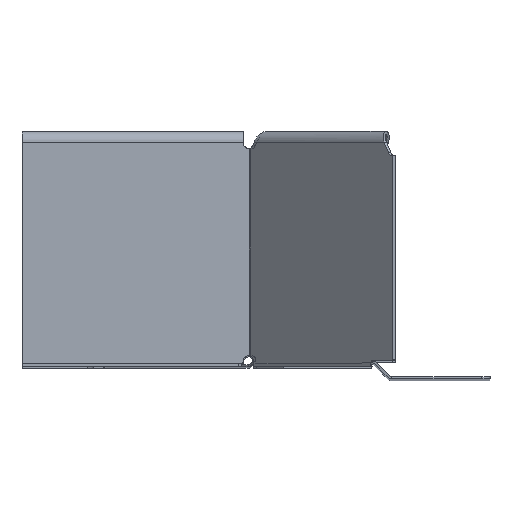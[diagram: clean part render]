
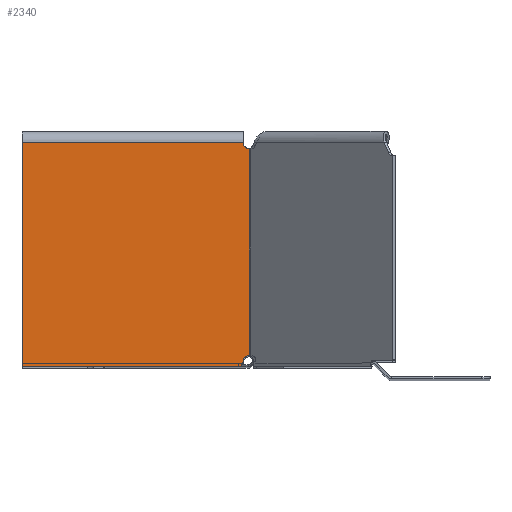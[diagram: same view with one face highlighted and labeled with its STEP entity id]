
A CAD part, top view. The second image highlights one B-rep face of the part: STEP entity #2340.
In plain terms, the highlighted face is planar.
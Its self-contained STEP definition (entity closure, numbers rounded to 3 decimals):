
#4 = DIRECTION ( 'NONE',  ( 1., 0., 0. ) ) ;
#92 = LINE ( 'NONE', #4939, #3505 ) ;
#171 = EDGE_CURVE ( 'NONE', #3492, #1272, #3659, .T. ) ;
#188 = CARTESIAN_POINT ( 'NONE',  ( -79.187, 0., -6.75 ) ) ;
#213 = CARTESIAN_POINT ( 'NONE',  ( -79.187, 76.031, -6.75 ) ) ;
#229 = CARTESIAN_POINT ( 'NONE',  ( -78.98, 76.031, -6.75 ) ) ;
#233 = CARTESIAN_POINT ( 'NONE',  ( -77.1, 1.75, -6.75 ) ) ;
#246 = VECTOR ( 'NONE', #5563, 1000. ) ;
#267 = CARTESIAN_POINT ( 'NONE',  ( -76.361, 0., -6.75 ) ) ;
#378 = AXIS2_PLACEMENT_3D ( 'NONE', #4920, #4029, #5364 ) ;
#437 = CARTESIAN_POINT ( 'NONE',  ( -77.1, 78.25, -6.75 ) ) ;
#654 = EDGE_LOOP ( 'NONE', ( #2315, #4961, #2326, #1417, #5031, #784, #2258, #2034, #5118, #2675 ) ) ;
#683 = CARTESIAN_POINT ( 'NONE',  ( -78.98, 3.969, -6.75 ) ) ;
#724 = VECTOR ( 'NONE', #1855, 1000. ) ;
#784 = ORIENTED_EDGE ( 'NONE', *, *, #1487, .T. ) ;
#1065 = CARTESIAN_POINT ( 'NONE',  ( 0., 78.25, -6.75 ) ) ;
#1173 = DIRECTION ( 'NONE',  ( 0., 1., 0. ) ) ;
#1228 = EDGE_CURVE ( 'NONE', #2816, #2463, #4476, .T. ) ;
#1272 = VERTEX_POINT ( 'NONE', #4410 ) ;
#1417 = ORIENTED_EDGE ( 'NONE', *, *, #4326, .F. ) ;
#1487 = EDGE_CURVE ( 'NONE', #4508, #5313, #1575, .T. ) ;
#1575 = LINE ( 'NONE', #4044, #3643 ) ;
#1578 = CARTESIAN_POINT ( 'NONE',  ( -206.54, 0., -6.75 ) ) ;
#1667 = VERTEX_POINT ( 'NONE', #229 ) ;
#1855 = DIRECTION ( 'NONE',  ( 0., -1., 0. ) ) ;
#2034 = ORIENTED_EDGE ( 'NONE', *, *, #171, .T. ) ;
#2198 = DIRECTION ( 'NONE',  ( 0., 0., -1. ) ) ;
#2258 = ORIENTED_EDGE ( 'NONE', *, *, #2763, .F. ) ;
#2315 = ORIENTED_EDGE ( 'NONE', *, *, #1228, .F. ) ;
#2326 = ORIENTED_EDGE ( 'NONE', *, *, #2682, .F. ) ;
#2340 = ADVANCED_FACE ( 'NONE', ( #2539 ), #3359, .F. ) ;
#2453 = LINE ( 'NONE', #1578, #2494 ) ;
#2463 = VERTEX_POINT ( 'NONE', #2994 ) ;
#2494 = VECTOR ( 'NONE', #3790, 1000. ) ;
#2539 = FACE_OUTER_BOUND ( 'NONE', #654, .T. ) ;
#2617 = EDGE_CURVE ( 'NONE', #4508, #1667, #3137, .T. ) ;
#2675 = ORIENTED_EDGE ( 'NONE', *, *, #3185, .F. ) ;
#2682 = EDGE_CURVE ( 'NONE', #5378, #5482, #5037, .T. ) ;
#2763 = EDGE_CURVE ( 'NONE', #3492, #5313, #3389, .T. ) ;
#2816 = VERTEX_POINT ( 'NONE', #683 ) ;
#2921 = DIRECTION ( 'NONE',  ( -1., 0., 0. ) ) ;
#2994 = CARTESIAN_POINT ( 'NONE',  ( -77.1, 1.75, -6.75 ) ) ;
#3021 = CARTESIAN_POINT ( 'NONE',  ( -79.35, 78.25, -6.75 ) ) ;
#3137 = CIRCLE ( 'NONE', #4989, 2.25 ) ;
#3185 = EDGE_CURVE ( 'NONE', #2463, #3200, #4341, .T. ) ;
#3200 = VERTEX_POINT ( 'NONE', #267 ) ;
#3298 = CARTESIAN_POINT ( 'NONE',  ( -76.547, 0.607, -6.75 ) ) ;
#3359 = PLANE ( 'NONE',  #5284 ) ;
#3378 = EDGE_CURVE ( 'NONE', #2816, #5482, #92, .T. ) ;
#3389 = LINE ( 'NONE', #5155, #246 ) ;
#3492 = VERTEX_POINT ( 'NONE', #5022 ) ;
#3505 = VECTOR ( 'NONE', #3667, 1000. ) ;
#3643 = VECTOR ( 'NONE', #4, 1000. ) ;
#3659 = LINE ( 'NONE', #4062, #4372 ) ;
#3667 = DIRECTION ( 'NONE',  ( -1., 0., 0. ) ) ;
#3782 = CARTESIAN_POINT ( 'NONE',  ( -76.95, 1.47, -6.75 ) ) ;
#3790 = DIRECTION ( 'NONE',  ( -1., 0., 0. ) ) ;
#3818 = DIRECTION ( 'NONE',  ( 0., 0., 1. ) ) ;
#4029 = DIRECTION ( 'NONE',  ( 0., 0., -1. ) ) ;
#4044 = CARTESIAN_POINT ( 'NONE',  ( -206.54, 78.25, -6.75 ) ) ;
#4062 = CARTESIAN_POINT ( 'NONE',  ( 0., 1.75, -6.75 ) ) ;
#4226 = CARTESIAN_POINT ( 'NONE',  ( -206.54, 76.031, -6.75 ) ) ;
#4254 = CARTESIAN_POINT ( 'NONE',  ( -76.443, 0.306, -6.75 ) ) ;
#4326 = EDGE_CURVE ( 'NONE', #1667, #5378, #4714, .T. ) ;
#4341 = B_SPLINE_CURVE_WITH_KNOTS ( 'NONE', 3,
 ( #233, #3782, #4687, #3298, #4254, #5612 ),
 .UNSPECIFIED., .F., .F.,
 ( 4, 2, 4 ),
 ( 0.005, 0.006, 0.006 ),
 .UNSPECIFIED. ) ;
#4372 = VECTOR ( 'NONE', #4955, 1000. ) ;
#4410 = CARTESIAN_POINT ( 'NONE',  ( 0., 0., -6.75 ) ) ;
#4476 = CIRCLE ( 'NONE', #378, 2.25 ) ;
#4508 = VERTEX_POINT ( 'NONE', #437 ) ;
#4687 = CARTESIAN_POINT ( 'NONE',  ( -76.8, 1.19, -6.75 ) ) ;
#4714 = LINE ( 'NONE', #4226, #4715 ) ;
#4715 = VECTOR ( 'NONE', #2921, 1000. ) ;
#4920 = CARTESIAN_POINT ( 'NONE',  ( -79.35, 1.75, -6.75 ) ) ;
#4939 = CARTESIAN_POINT ( 'NONE',  ( -78.98, 3.969, -6.75 ) ) ;
#4955 = DIRECTION ( 'NONE',  ( 0., -1., 0. ) ) ;
#4961 = ORIENTED_EDGE ( 'NONE', *, *, #3378, .T. ) ;
#4989 = AXIS2_PLACEMENT_3D ( 'NONE', #3021, #2198, #5220 ) ;
#5022 = CARTESIAN_POINT ( 'NONE',  ( 0., 1.75, -6.75 ) ) ;
#5031 = ORIENTED_EDGE ( 'NONE', *, *, #2617, .F. ) ;
#5037 = LINE ( 'NONE', #188, #724 ) ;
#5118 = ORIENTED_EDGE ( 'NONE', *, *, #5338, .T. ) ;
#5155 = CARTESIAN_POINT ( 'NONE',  ( 0., 0., -6.75 ) ) ;
#5220 = DIRECTION ( 'NONE',  ( 0., 1., 0. ) ) ;
#5271 = CARTESIAN_POINT ( 'NONE',  ( -79.187, 3.969, -6.75 ) ) ;
#5284 = AXIS2_PLACEMENT_3D ( 'NONE', #5671, #3818, #1173 ) ;
#5313 = VERTEX_POINT ( 'NONE', #1065 ) ;
#5338 = EDGE_CURVE ( 'NONE', #1272, #3200, #2453, .T. ) ;
#5364 = DIRECTION ( 'NONE',  ( 0., 1., 0. ) ) ;
#5378 = VERTEX_POINT ( 'NONE', #213 ) ;
#5482 = VERTEX_POINT ( 'NONE', #5271 ) ;
#5563 = DIRECTION ( 'NONE',  ( 0., 1., 0. ) ) ;
#5612 = CARTESIAN_POINT ( 'NONE',  ( -76.361, 0., -6.75 ) ) ;
#5671 = CARTESIAN_POINT ( 'NONE',  ( -206.54, 0., -6.75 ) ) ;
